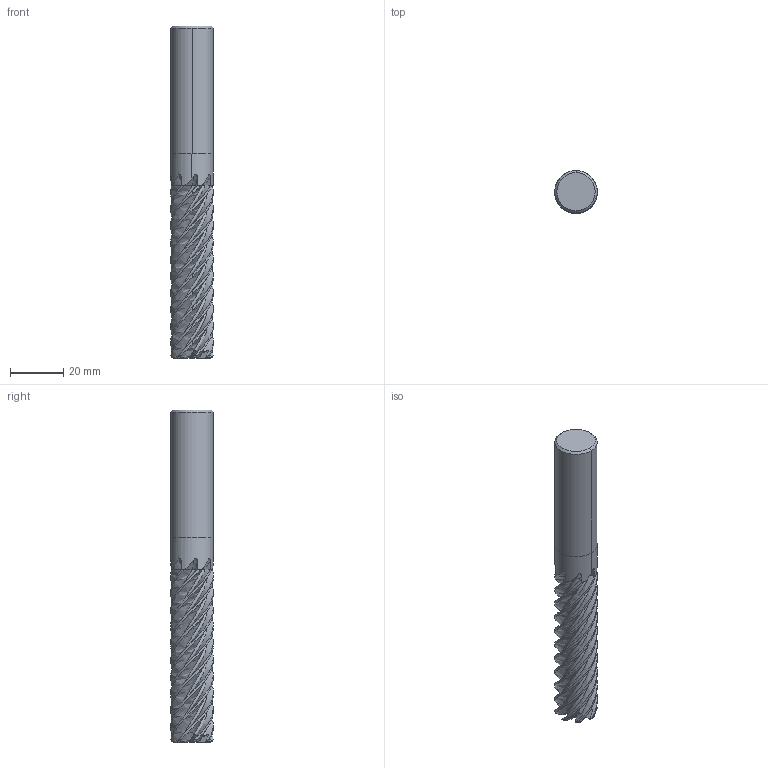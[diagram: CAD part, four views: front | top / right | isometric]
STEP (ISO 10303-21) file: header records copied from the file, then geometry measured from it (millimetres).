
FILE_DESCRIPTION(('no description'),'unknown implementation level');
FILE_NAME('K202307-16_1-Detail.stp',' ',('CIMSOURCE GmbH'),('CADClick - KiM GmbH - www.kimweb.de'),'unknown preprocess','ACIS','unknown authorization');
FILE_SCHEMA(('automotive_design'));
Length unit declared in the file: millimetre
Products named in the file (2): NOCUT; CUT
Bounding box: 16 x 16 x 125 mm (x, y, z)
Volume: 20466.8 mm3; surface area: 12097.9 mm2
Topology: 2 solids, 2 shells, 234 faces, 695 edges, 465 vertices
Faces by surface type: plane 90, bspline 64, cone 32, revolution 28, cylinder 10, torus 10
Entity records: 56227 total; most frequent: CARTESIAN_POINT 42946, STYLED_ITEM 1396, PRESENTATION_STYLE_ASSIGNMENT 1396, COLOUR_RGB 1396, ORIENTED_EDGE 1390, DIRECTION 852, EDGE_CURVE 695, CURVE_STYLE 695
